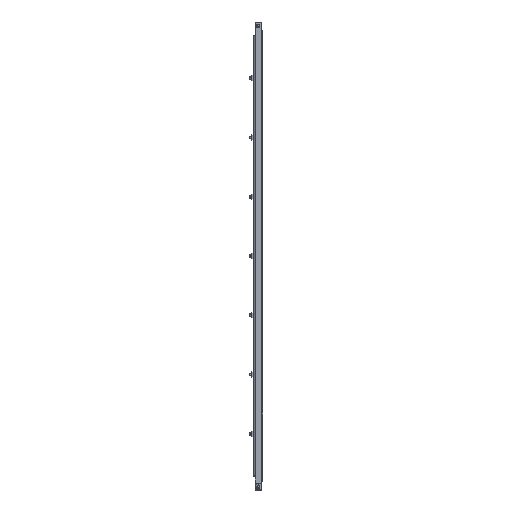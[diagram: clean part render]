
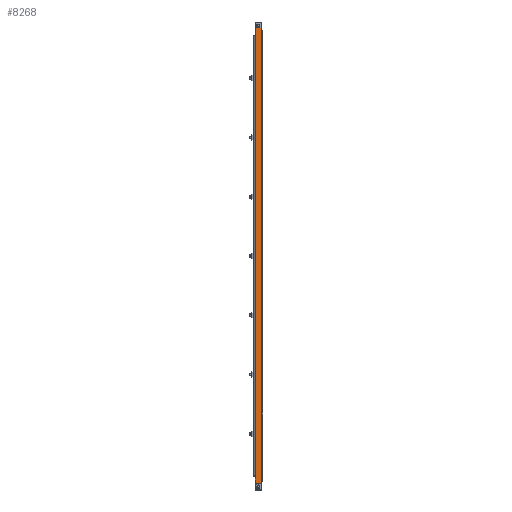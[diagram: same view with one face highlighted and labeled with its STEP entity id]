
A CAD part, top view. The second image highlights one B-rep face of the part: STEP entity #8268.
In plain terms, the highlighted face is planar.
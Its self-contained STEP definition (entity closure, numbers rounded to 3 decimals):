
#47 = ORIENTED_EDGE ( 'NONE', *, *, #711, .T. ) ;
#254 = VERTEX_POINT ( 'NONE', #10713 ) ;
#332 = CARTESIAN_POINT ( 'NONE',  ( 0., 0., 0. ) ) ;
#388 = EDGE_LOOP ( 'NONE', ( #8480, #2050, #3145, #47 ) ) ;
#392 = DIRECTION ( 'NONE',  ( 0., 0., -1. ) ) ;
#411 = ORIENTED_EDGE ( 'NONE', *, *, #10282, .F. ) ;
#476 = DIRECTION ( 'NONE',  ( 0., 0., 1. ) ) ;
#479 = VERTEX_POINT ( 'NONE', #2347 ) ;
#507 = EDGE_CURVE ( 'NONE', #7996, #254, #8495, .T. ) ;
#537 = CARTESIAN_POINT ( 'NONE',  ( 0., 6.25, -3.9 ) ) ;
#543 = EDGE_CURVE ( 'NONE', #906, #7996, #8756, .T. ) ;
#602 = EDGE_CURVE ( 'NONE', #2472, #4119, #5405, .T. ) ;
#626 = DIRECTION ( 'NONE',  ( 0., -1., 0. ) ) ;
#676 = DIRECTION ( 'NONE',  ( 0., 0., 1. ) ) ;
#687 = VECTOR ( 'NONE', #10730, 1000. ) ;
#711 = EDGE_CURVE ( 'NONE', #254, #5779, #5766, .T. ) ;
#779 = EDGE_CURVE ( 'NONE', #8921, #4181, #9121, .T. ) ;
#906 = VERTEX_POINT ( 'NONE', #5039 ) ;
#913 = EDGE_LOOP ( 'NONE', ( #4107, #5170, #4041, #4593, #1702, #9027, #7653, #411 ) ) ;
#1053 = EDGE_CURVE ( 'NONE', #9557, #479, #4539, .T. ) ;
#1058 = CARTESIAN_POINT ( 'NONE',  ( 0., 15.75, -3.9 ) ) ;
#1120 = EDGE_CURVE ( 'NONE', #4181, #7605, #4917, .T. ) ;
#1129 = CARTESIAN_POINT ( 'NONE',  ( 0., 19.5, 0. ) ) ;
#1359 = VECTOR ( 'NONE', #7914, 1000. ) ;
#1448 = LINE ( 'NONE', #8192, #5116 ) ;
#1702 = ORIENTED_EDGE ( 'NONE', *, *, #602, .F. ) ;
#1796 = LINE ( 'NONE', #4621, #7774 ) ;
#1909 = DIRECTION ( 'NONE',  ( 0., -1., 0. ) ) ;
#2050 = ORIENTED_EDGE ( 'NONE', *, *, #543, .T. ) ;
#2069 = DIRECTION ( 'NONE',  ( 0., 0., 1. ) ) ;
#2194 = CARTESIAN_POINT ( 'NONE',  ( 0., 19.5, -1183. ) ) ;
#2256 = CARTESIAN_POINT ( 'NONE',  ( 0., 0., 0. ) ) ;
#2281 = FACE_BOUND ( 'NONE', #5360, .T. ) ;
#2347 = CARTESIAN_POINT ( 'NONE',  ( 0., 3.5, -1162. ) ) ;
#2472 = VERTEX_POINT ( 'NONE', #10782 ) ;
#2632 = EDGE_CURVE ( 'NONE', #2472, #9309, #5689, .T. ) ;
#2730 = LINE ( 'NONE', #10361, #6901 ) ;
#3145 = ORIENTED_EDGE ( 'NONE', *, *, #507, .T. ) ;
#3303 = DIRECTION ( 'NONE',  ( 0., -1., 0. ) ) ;
#3328 = VERTEX_POINT ( 'NONE', #7403 ) ;
#3678 = ORIENTED_EDGE ( 'NONE', *, *, #6069, .T. ) ;
#3684 = AXIS2_PLACEMENT_3D ( 'NONE', #332, #9638, #7318 ) ;
#3773 = FACE_BOUND ( 'NONE', #388, .T. ) ;
#3916 = CARTESIAN_POINT ( 'NONE',  ( 0., 15.75, -3.9 ) ) ;
#3933 = DIRECTION ( 'NONE',  ( 0., 1., 0. ) ) ;
#4041 = ORIENTED_EDGE ( 'NONE', *, *, #9344, .T. ) ;
#4107 = ORIENTED_EDGE ( 'NONE', *, *, #1053, .F. ) ;
#4119 = VERTEX_POINT ( 'NONE', #5069 ) ;
#4181 = VERTEX_POINT ( 'NONE', #8441 ) ;
#4207 = DIRECTION ( 'NONE',  ( 0., 0., 1. ) ) ;
#4337 = CARTESIAN_POINT ( 'NONE',  ( 0., 15.75, -1179.1 ) ) ;
#4539 = LINE ( 'NONE', #8685, #1359 ) ;
#4593 = ORIENTED_EDGE ( 'NONE', *, *, #5699, .T. ) ;
#4621 = CARTESIAN_POINT ( 'NONE',  ( 0., 15.75, -1179.1 ) ) ;
#4638 = VERTEX_POINT ( 'NONE', #1058 ) ;
#4752 = LINE ( 'NONE', #3916, #6743 ) ;
#4860 = VECTOR ( 'NONE', #7216, 1000. ) ;
#4917 = LINE ( 'NONE', #537, #6483 ) ;
#4930 = CARTESIAN_POINT ( 'NONE',  ( 0., 15.75, -13.4 ) ) ;
#4991 = VECTOR ( 'NONE', #476, 1000. ) ;
#5039 = CARTESIAN_POINT ( 'NONE',  ( 0., 15.75, -1179.1 ) ) ;
#5069 = CARTESIAN_POINT ( 'NONE',  ( 0., 19.5, -35. ) ) ;
#5116 = VECTOR ( 'NONE', #3933, 1000. ) ;
#5129 = CARTESIAN_POINT ( 'NONE',  ( 0., 15.75, -13.4 ) ) ;
#5170 = ORIENTED_EDGE ( 'NONE', *, *, #8373, .T. ) ;
#5360 = EDGE_LOOP ( 'NONE', ( #3678, #9522, #9082, #5733 ) ) ;
#5405 = LINE ( 'NONE', #1129, #7888 ) ;
#5412 = EDGE_CURVE ( 'NONE', #3328, #9309, #9700, .T. ) ;
#5518 = CARTESIAN_POINT ( 'NONE',  ( 0., 15.75, -1169.6 ) ) ;
#5579 = VECTOR ( 'NONE', #4207, 1000. ) ;
#5645 = DIRECTION ( 'NONE',  ( 0., 0., 1. ) ) ;
#5689 = LINE ( 'NONE', #2256, #7744 ) ;
#5699 = EDGE_CURVE ( 'NONE', #10372, #4119, #9289, .T. ) ;
#5727 = CARTESIAN_POINT ( 'NONE',  ( 0., 6.25, -1179.1 ) ) ;
#5733 = ORIENTED_EDGE ( 'NONE', *, *, #1120, .T. ) ;
#5766 = LINE ( 'NONE', #5518, #5770 ) ;
#5770 = VECTOR ( 'NONE', #7472, 1000. ) ;
#5779 = VERTEX_POINT ( 'NONE', #8423 ) ;
#6069 = EDGE_CURVE ( 'NONE', #7605, #4638, #1448, .T. ) ;
#6109 = VECTOR ( 'NONE', #676, 1000. ) ;
#6134 = CARTESIAN_POINT ( 'NONE',  ( 0., 19.5, -1183. ) ) ;
#6277 = CARTESIAN_POINT ( 'NONE',  ( 0., 19.5, -1148. ) ) ;
#6483 = VECTOR ( 'NONE', #5645, 1000. ) ;
#6743 = VECTOR ( 'NONE', #10655, 1000. ) ;
#6901 = VECTOR ( 'NONE', #2069, 1000. ) ;
#7156 = FACE_OUTER_BOUND ( 'NONE', #913, .T. ) ;
#7216 = DIRECTION ( 'NONE',  ( 0., 0., 1. ) ) ;
#7318 = DIRECTION ( 'NONE',  ( 0., 0., 1. ) ) ;
#7403 = CARTESIAN_POINT ( 'NONE',  ( 0., 3.5, -21. ) ) ;
#7433 = EDGE_CURVE ( 'NONE', #4638, #8921, #4752, .T. ) ;
#7445 = CARTESIAN_POINT ( 'NONE',  ( 0., 6.25, -1179.1 ) ) ;
#7454 = CARTESIAN_POINT ( 'NONE',  ( 0., 3.5, -1183. ) ) ;
#7472 = DIRECTION ( 'NONE',  ( 0., 1., 0. ) ) ;
#7605 = VERTEX_POINT ( 'NONE', #10811 ) ;
#7653 = ORIENTED_EDGE ( 'NONE', *, *, #5412, .F. ) ;
#7744 = VECTOR ( 'NONE', #626, 1000. ) ;
#7774 = VECTOR ( 'NONE', #392, 1000. ) ;
#7812 = VERTEX_POINT ( 'NONE', #2194 ) ;
#7888 = VECTOR ( 'NONE', #9364, 1000. ) ;
#7914 = DIRECTION ( 'NONE',  ( 0., 0., 1. ) ) ;
#7996 = VERTEX_POINT ( 'NONE', #5727 ) ;
#8192 = CARTESIAN_POINT ( 'NONE',  ( 0., 15.75, -3.9 ) ) ;
#8268 = ADVANCED_FACE ( 'NONE', ( #2281, #3773, #7156 ), #9796, .F. ) ;
#8373 = EDGE_CURVE ( 'NONE', #9557, #7812, #9232, .T. ) ;
#8423 = CARTESIAN_POINT ( 'NONE',  ( 0., 15.75, -1169.6 ) ) ;
#8441 = CARTESIAN_POINT ( 'NONE',  ( 0., 6.25, -13.4 ) ) ;
#8480 = ORIENTED_EDGE ( 'NONE', *, *, #10273, .T. ) ;
#8495 = LINE ( 'NONE', #7445, #6109 ) ;
#8685 = CARTESIAN_POINT ( 'NONE',  ( 0., 3.5, -1183. ) ) ;
#8756 = LINE ( 'NONE', #4337, #9646 ) ;
#8921 = VERTEX_POINT ( 'NONE', #5129 ) ;
#9027 = ORIENTED_EDGE ( 'NONE', *, *, #2632, .T. ) ;
#9082 = ORIENTED_EDGE ( 'NONE', *, *, #779, .T. ) ;
#9121 = LINE ( 'NONE', #4930, #10691 ) ;
#9232 = LINE ( 'NONE', #10885, #687 ) ;
#9289 = LINE ( 'NONE', #9407, #5579 ) ;
#9309 = VERTEX_POINT ( 'NONE', #10115 ) ;
#9344 = EDGE_CURVE ( 'NONE', #7812, #10372, #10553, .T. ) ;
#9364 = DIRECTION ( 'NONE',  ( 0., 0., -1. ) ) ;
#9407 = CARTESIAN_POINT ( 'NONE',  ( 0., 19.5, -1183. ) ) ;
#9522 = ORIENTED_EDGE ( 'NONE', *, *, #7433, .T. ) ;
#9557 = VERTEX_POINT ( 'NONE', #7454 ) ;
#9638 = DIRECTION ( 'NONE',  ( -1., 0., 0. ) ) ;
#9646 = VECTOR ( 'NONE', #1909, 1000. ) ;
#9700 = LINE ( 'NONE', #10527, #4860 ) ;
#9796 = PLANE ( 'NONE',  #3684 ) ;
#10115 = CARTESIAN_POINT ( 'NONE',  ( 0., 3.5, 0. ) ) ;
#10273 = EDGE_CURVE ( 'NONE', #5779, #906, #1796, .T. ) ;
#10282 = EDGE_CURVE ( 'NONE', #479, #3328, #2730, .T. ) ;
#10361 = CARTESIAN_POINT ( 'NONE',  ( 0., 3.5, -1183. ) ) ;
#10372 = VERTEX_POINT ( 'NONE', #6277 ) ;
#10527 = CARTESIAN_POINT ( 'NONE',  ( 0., 3.5, -1183. ) ) ;
#10553 = LINE ( 'NONE', #6134, #4991 ) ;
#10655 = DIRECTION ( 'NONE',  ( 0., 0., -1. ) ) ;
#10691 = VECTOR ( 'NONE', #3303, 1000. ) ;
#10713 = CARTESIAN_POINT ( 'NONE',  ( 0., 6.25, -1169.6 ) ) ;
#10730 = DIRECTION ( 'NONE',  ( 0., 1., 0. ) ) ;
#10782 = CARTESIAN_POINT ( 'NONE',  ( 0., 19.5, 0. ) ) ;
#10811 = CARTESIAN_POINT ( 'NONE',  ( 0., 6.25, -3.9 ) ) ;
#10885 = CARTESIAN_POINT ( 'NONE',  ( 0., 0., -1183. ) ) ;
